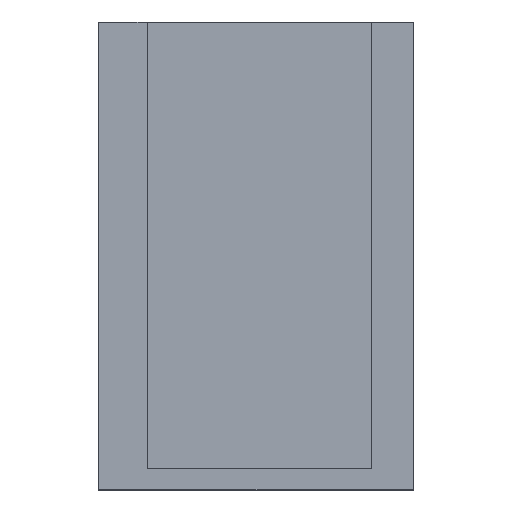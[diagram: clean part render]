
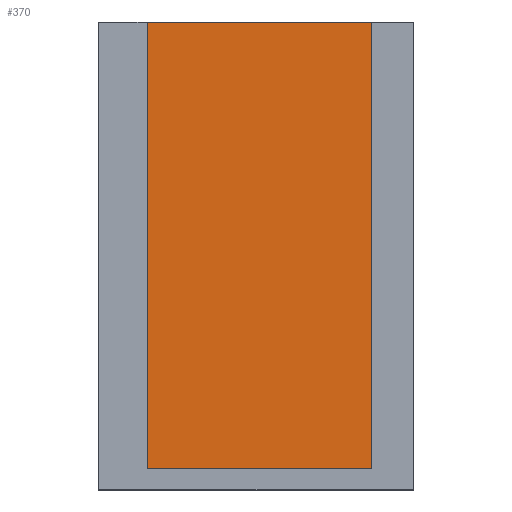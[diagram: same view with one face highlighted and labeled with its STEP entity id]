
A CAD part, top view. The second image highlights one B-rep face of the part: STEP entity #370.
In plain terms, the highlighted planar face has unit normal (0, 0, 1).
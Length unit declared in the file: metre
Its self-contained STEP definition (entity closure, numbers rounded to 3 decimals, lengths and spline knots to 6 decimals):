
#38=ORIENTED_EDGE('',*,*,#138,.F.);
#39=ORIENTED_EDGE('',*,*,#119,.T.);
#40=ORIENTED_EDGE('',*,*,#139,.T.);
#41=ORIENTED_EDGE('',*,*,#140,.F.);
#119=EDGE_CURVE('',#169,#171,#205,.T.);
#138=EDGE_CURVE('',#169,#186,#224,.T.);
#139=EDGE_CURVE('',#171,#188,#225,.T.);
#140=EDGE_CURVE('',#186,#188,#226,.T.);
#169=VERTEX_POINT('',#517);
#171=VERTEX_POINT('',#521);
#186=VERTEX_POINT('',#554);
#188=VERTEX_POINT('',#563);
#205=LINE('',#522,#257);
#224=LINE('',#560,#276);
#225=LINE('',#562,#277);
#226=LINE('',#564,#278);
#257=VECTOR('',#426,1.);
#276=VECTOR('',#451,1.);
#277=VECTOR('',#454,1.);
#278=VECTOR('',#455,1.);
#310=EDGE_LOOP('',(#38,#39,#40,#41));
#330=FACE_BOUND('',#310,.T.);
#350=PLANE('',#403);
#370=ADVANCED_FACE('',(#330),#350,.T.);
#403=AXIS2_PLACEMENT_3D('',#561,#452,#453);
#426=DIRECTION('',(0.,-1.,0.));
#451=DIRECTION('',(1.,0.,0.));
#452=DIRECTION('',(0.,0.,1.));
#453=DIRECTION('',(1.,0.,0.));
#454=DIRECTION('',(1.,0.,0.));
#455=DIRECTION('',(0.,-1.,0.));
#517=CARTESIAN_POINT('',(-0.025046,0.013359,0.00127));
#521=CARTESIAN_POINT('',(-0.025046,-0.028611,0.00127));
#522=CARTESIAN_POINT('',(-0.025046,-0.007626,0.00127));
#554=CARTESIAN_POINT('',(-0.00398,0.013359,0.00127));
#560=CARTESIAN_POINT('',(-0.014513,0.013359,0.00127));
#561=CARTESIAN_POINT('',(-0.014808,-0.008635,0.00127));
#562=CARTESIAN_POINT('',(-0.014513,-0.028611,0.00127));
#563=CARTESIAN_POINT('',(-0.00398,-0.028611,0.00127));
#564=CARTESIAN_POINT('',(-0.00398,-0.007626,0.00127));
